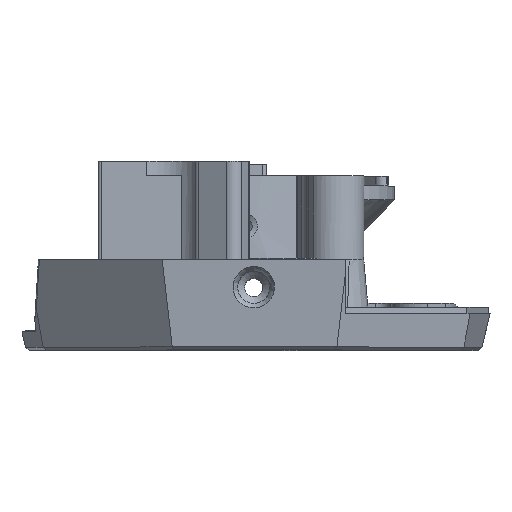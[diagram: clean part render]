
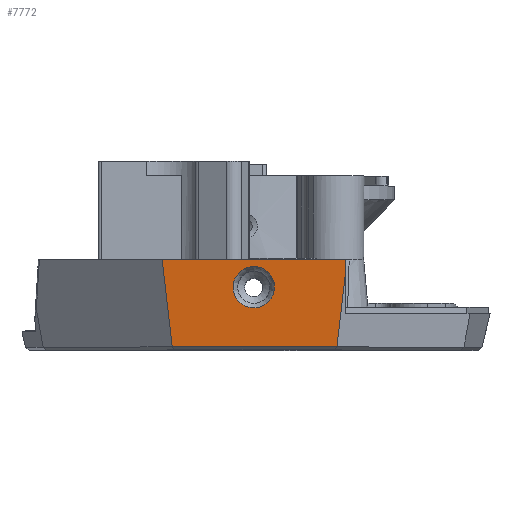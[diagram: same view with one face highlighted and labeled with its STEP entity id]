
A CAD part, top view. The second image highlights one B-rep face of the part: STEP entity #7772.
In plain terms, the highlighted planar face has unit normal (0, -0.087, 0.996).
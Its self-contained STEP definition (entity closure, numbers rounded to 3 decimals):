
#90=B_SPLINE_CURVE_WITH_KNOTS('',3,(#11752,#11753,#11754,#11755,#11756,
#11757,#11758,#11759,#11760,#11761),.UNSPECIFIED.,.T.,.F.,(4,1,1,1,1,1,
1,4),(-3.142,-2.244,-1.346,-0.449,
0.449,1.346,2.244,3.142),
 .UNSPECIFIED.);
#169=FACE_BOUND('',#1202,.T.);
#764=FACE_OUTER_BOUND('',#1201,.T.);
#1201=EDGE_LOOP('',(#5310,#5311,#5312,#5313,#5314));
#1202=EDGE_LOOP('',(#5315));
#1714=LINE('',#11555,#2439);
#1758=LINE('',#11745,#2483);
#1759=LINE('',#11747,#2484);
#1760=LINE('',#11749,#2485);
#1761=LINE('',#11750,#2486);
#2439=VECTOR('',#9172,10.);
#2483=VECTOR('',#9310,10.);
#2484=VECTOR('',#9311,10.);
#2485=VECTOR('',#9312,10.);
#2486=VECTOR('',#9313,10.);
#3149=VERTEX_POINT('',#11476);
#3183=VERTEX_POINT('',#11553);
#3258=VERTEX_POINT('',#11744);
#3259=VERTEX_POINT('',#11746);
#3260=VERTEX_POINT('',#11748);
#3261=VERTEX_POINT('',#11751);
#3981=EDGE_CURVE('',#3149,#3183,#1714,.T.);
#4063=EDGE_CURVE('',#3183,#3258,#1758,.T.);
#4064=EDGE_CURVE('',#3259,#3258,#1759,.T.);
#4065=EDGE_CURVE('',#3259,#3260,#1760,.T.);
#4066=EDGE_CURVE('',#3260,#3149,#1761,.T.);
#4067=EDGE_CURVE('',#3261,#3261,#90,.T.);
#5310=ORIENTED_EDGE('',*,*,#4063,.T.);
#5311=ORIENTED_EDGE('',*,*,#4064,.F.);
#5312=ORIENTED_EDGE('',*,*,#4065,.T.);
#5313=ORIENTED_EDGE('',*,*,#4066,.T.);
#5314=ORIENTED_EDGE('',*,*,#3981,.T.);
#5315=ORIENTED_EDGE('',*,*,#4067,.F.);
#7530=PLANE('',#8288);
#7772=ADVANCED_FACE('',(#764,#169),#7530,.T.);
#8288=AXIS2_PLACEMENT_3D('',#11743,#9308,#9309);
#9172=DIRECTION('',(-1.,0.,0.));
#9308=DIRECTION('center_axis',(0.,-0.087,
0.996));
#9309=DIRECTION('ref_axis',(1.,0.,0.));
#9310=DIRECTION('',(0.114,-0.99,-0.087));
#9311=DIRECTION('',(-1.,0.,0.));
#9312=DIRECTION('',(0.114,0.99,0.087));
#9313=DIRECTION('',(0.001,0.996,0.087));
#11476=CARTESIAN_POINT('',(11.979,3.6,130.191));
#11553=CARTESIAN_POINT('',(-11.98,3.6,130.191));
#11555=CARTESIAN_POINT('',(0.43,3.6,130.191));
#11743=CARTESIAN_POINT('Origin',(-0.168,0.303,129.902));
#11744=CARTESIAN_POINT('',(-10.664,-7.802,129.193));
#11745=CARTESIAN_POINT('',(-11.444,-1.046,129.784));
#11746=CARTESIAN_POINT('',(10.865,-7.802,129.193));
#11747=CARTESIAN_POINT('',(0.023,-7.802,129.193));
#11748=CARTESIAN_POINT('',(11.977,1.84,130.037));
#11749=CARTESIAN_POINT('',(12.131,3.174,130.154));
#11750=CARTESIAN_POINT('',(11.978,2.343,130.081));
#11751=CARTESIAN_POINT('',(0.,-2.708,129.639));
#11752=CARTESIAN_POINT('Ctrl Pts',(0.,-2.708,
129.639));
#11753=CARTESIAN_POINT('Ctrl Pts',(0.812,-2.708,129.639));
#11754=CARTESIAN_POINT('Ctrl Pts',(2.428,-1.931,129.707));
#11755=CARTESIAN_POINT('Ctrl Pts',(3.022,0.688,129.936));
#11756=CARTESIAN_POINT('Ctrl Pts',(1.349,2.796,130.121));
#11757=CARTESIAN_POINT('Ctrl Pts',(-1.346,2.79,130.12));
#11758=CARTESIAN_POINT('Ctrl Pts',(-3.029,0.689,
129.936));
#11759=CARTESIAN_POINT('Ctrl Pts',(-2.423,-1.93,
129.707));
#11760=CARTESIAN_POINT('Ctrl Pts',(-0.812,-2.708,
129.639));
#11761=CARTESIAN_POINT('Ctrl Pts',(0.,-2.708,
129.639));
